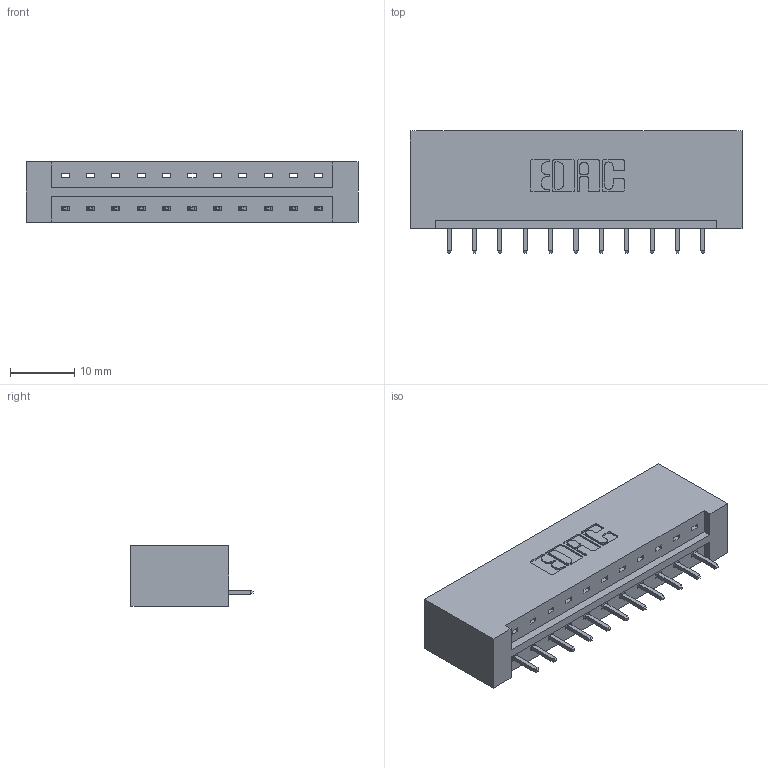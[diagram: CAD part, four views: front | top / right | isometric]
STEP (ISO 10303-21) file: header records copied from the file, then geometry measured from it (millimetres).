
FILE_DESCRIPTION (( 'STEP AP203' ), '1' );
FILE_NAME ('833-011-521-101.STEP', '2020-05-30T19:24:28', ( '' ), ( '' ), 'SwSTEP 2.0', 'SolidWorks 2020', '' );
FILE_SCHEMA (( 'CONFIG_CONTROL_DESIGN' ));
Length unit declared in the file: inch
Products named in the file (3): 833 Part_Lugless; 833-011-521-101; 345-292-001_345-293-121
Assembly tree (12 placements, depth 2):
  833-011-521-101
    833 Part_Lugless
    345-292-001_345-293-121  x11
Bounding box: 51.84 x 19.06 x 9.4 mm (x, y, z)
Volume: 5531.6 mm3; surface area: 5608.8 mm2
Topology: 12 solids, 12 shells, 744 faces, 2223 edges, 1466 vertices
Faces by surface type: plane 528, cylinder 216
Entity records: 10475 total; most frequent: CARTESIAN_POINT 1819, ORIENTED_EDGE 1766, DIRECTION 1589, EDGE_CURVE 883, VECTOR 763, LINE 763, VERTEX_POINT 586, AXIS2_PLACEMENT_3D 413
